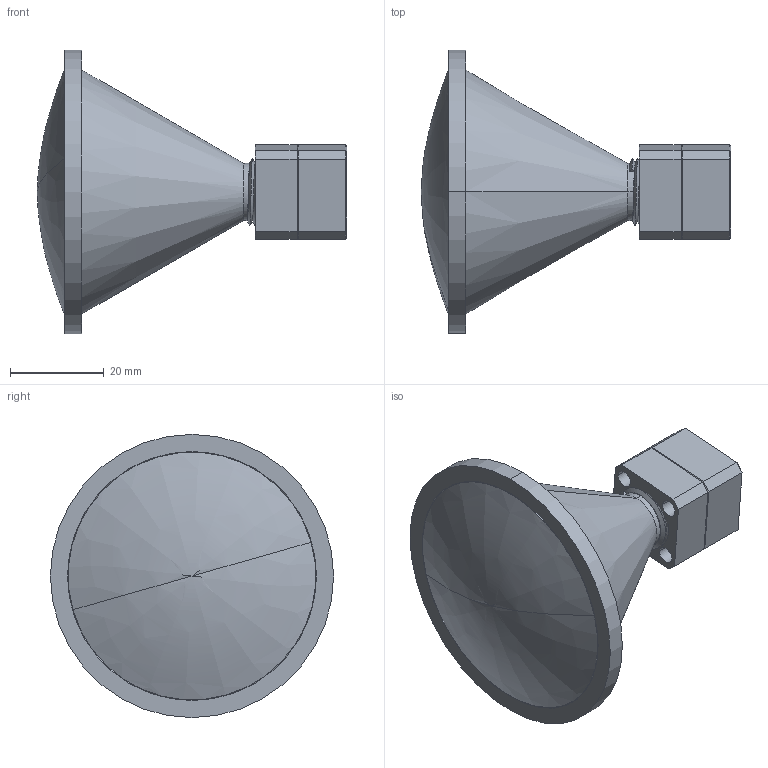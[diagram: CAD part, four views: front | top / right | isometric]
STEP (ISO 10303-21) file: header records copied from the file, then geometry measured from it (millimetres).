
FILE_DESCRIPTION (( 'STEP AP203' ), '1' );
FILE_NAME ('SAL-3333732212-28-S1.STEP', '2019-10-29T19:03:28', ( '' ), ( '' ), 'SwSTEP 2.0', 'SolidWorks 2016', '' );
FILE_SCHEMA (( 'CONFIG_CONTROL_DESIGN' ));
Length unit declared in the file: inch
Products named in the file (1): SAL-3333732212-28-S1
Bounding box: 65.92 x 60.4 x 60.4 mm (x, y, z)
Volume: 28330 mm3; surface area: 20646.4 mm2
Topology: 8 solids, 8 shells, 247 faces, 537 edges, 321 vertices
Faces by surface type: plane 106, cylinder 76, cone 58, bspline 7
Entity records: 8232 total; most frequent: CARTESIAN_POINT 2710, DIRECTION 1185, ORIENTED_EDGE 1066, EDGE_CURVE 533, AXIS2_PLACEMENT_3D 451, VERTEX_POINT 321, EDGE_LOOP 286, LINE 283
